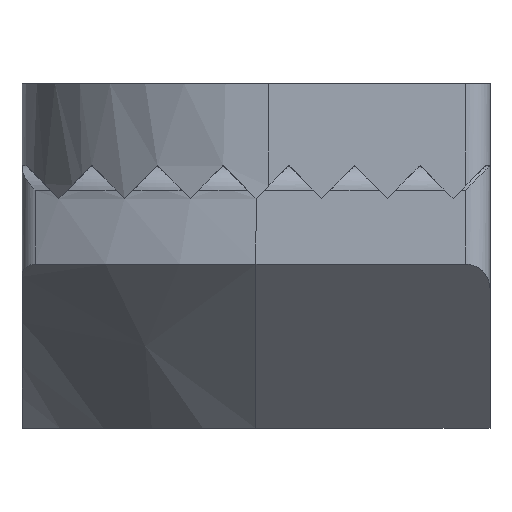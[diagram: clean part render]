
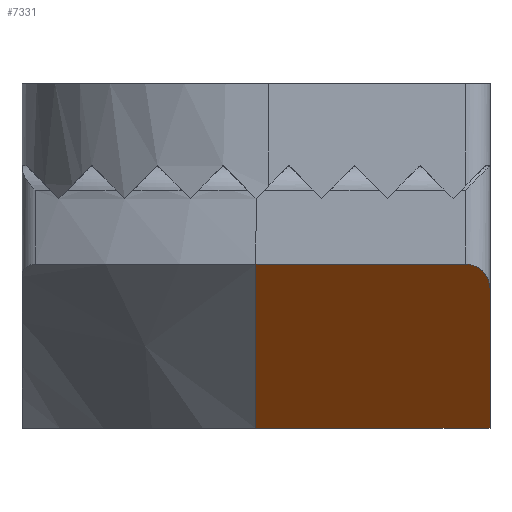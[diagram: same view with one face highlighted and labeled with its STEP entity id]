
A CAD part, left-side view. The second image highlights one B-rep face of the part: STEP entity #7331.
In plain terms, the highlighted planar face has unit normal (-0.707, 0, -0.707).
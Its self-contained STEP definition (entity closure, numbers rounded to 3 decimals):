
#190 = PLANE('',#191);
#191 = AXIS2_PLACEMENT_3D('',#192,#193,#194);
#192 = CARTESIAN_POINT('',(0.,0.,0.));
#193 = DIRECTION('',(0.,0.,1.));
#194 = DIRECTION('',(1.,0.,-0.));
#381 = PLANE('',#382);
#382 = AXIS2_PLACEMENT_3D('',#383,#384,#385);
#383 = CARTESIAN_POINT('',(-5.75,-2.85,3.2));
#384 = DIRECTION('',(-0.,1.,0.));
#385 = DIRECTION('',(1.,0.,0.));
#1357 = PLANE('',#1358);
#1358 = AXIS2_PLACEMENT_3D('',#1359,#1360,#1361);
#1359 = CARTESIAN_POINT('',(-5.75,0.,3.2));
#1360 = DIRECTION('',(1.,0.,-0.));
#1361 = DIRECTION('',(0.,1.,0.));
#5683 = CYLINDRICAL_SURFACE('',#5684,0.3);
#5684 = AXIS2_PLACEMENT_3D('',#5685,#5686,#5687);
#5685 = CARTESIAN_POINT('',(-5.45,-2.55,3.2));
#5686 = DIRECTION('',(0.,0.,1.));
#5687 = DIRECTION('',(-1.,0.,0.));
#6030 = VERTEX_POINT('',#6031);
#6031 = CARTESIAN_POINT('',(-5.75,0.,2.));
#6046 = CONICAL_SURFACE('',#6047,5.75,0.785);
#6047 = AXIS2_PLACEMENT_3D('',#6048,#6049,#6050);
#6048 = CARTESIAN_POINT('',(0.,0.,2.));
#6049 = DIRECTION('',(-0.,-0.,1.));
#6050 = DIRECTION('',(1.,0.,0.));
#6092 = EDGE_CURVE('',#6030,#6093,#6095,.T.);
#6093 = VERTEX_POINT('',#6094);
#6094 = CARTESIAN_POINT('',(-5.75,-2.55,2.));
#6095 = SURFACE_CURVE('',#6096,(#6100,#6107),.PCURVE_S1.);
#6096 = LINE('',#6097,#6098);
#6097 = CARTESIAN_POINT('',(-5.75,0.,2.));
#6098 = VECTOR('',#6099,1.);
#6099 = DIRECTION('',(0.,-1.,0.));
#6100 = PCURVE('',#1357,#6101);
#6101 = DEFINITIONAL_REPRESENTATION('',(#6102),#6106);
#6102 = LINE('',#6103,#6104);
#6103 = CARTESIAN_POINT('',(0.,-1.2));
#6104 = VECTOR('',#6105,1.);
#6105 = DIRECTION('',(-1.,0.));
#6106 = ( GEOMETRIC_REPRESENTATION_CONTEXT(2) 
PARAMETRIC_REPRESENTATION_CONTEXT() REPRESENTATION_CONTEXT('2D SPACE',''
  ) );
#6107 = PCURVE('',#6108,#6113);
#6108 = PLANE('',#6109);
#6109 = AXIS2_PLACEMENT_3D('',#6110,#6111,#6112);
#6110 = CARTESIAN_POINT('',(-5.75,0.,2.));
#6111 = DIRECTION('',(0.707,0.,0.707)
  );
#6112 = DIRECTION('',(0.,-1.,0.));
#6113 = DEFINITIONAL_REPRESENTATION('',(#6114),#6118);
#6114 = LINE('',#6115,#6116);
#6115 = CARTESIAN_POINT('',(0.,0.));
#6116 = VECTOR('',#6117,1.);
#6117 = DIRECTION('',(1.,0.));
#6118 = ( GEOMETRIC_REPRESENTATION_CONTEXT(2) 
PARAMETRIC_REPRESENTATION_CONTEXT() REPRESENTATION_CONTEXT('2D SPACE',''
  ) );
#6302 = VERTEX_POINT('',#6303);
#6303 = CARTESIAN_POINT('',(-5.45,-2.85,1.7));
#6324 = EDGE_CURVE('',#6302,#6325,#6327,.T.);
#6325 = VERTEX_POINT('',#6326);
#6326 = CARTESIAN_POINT('',(-3.75,-2.85,0.));
#6327 = SURFACE_CURVE('',#6328,(#6332,#6339),.PCURVE_S1.);
#6328 = LINE('',#6329,#6330);
#6329 = CARTESIAN_POINT('',(-5.75,-2.85,2.));
#6330 = VECTOR('',#6331,1.);
#6331 = DIRECTION('',(0.707,-0.,-0.707));
#6332 = PCURVE('',#381,#6333);
#6333 = DEFINITIONAL_REPRESENTATION('',(#6334),#6338);
#6334 = LINE('',#6335,#6336);
#6335 = CARTESIAN_POINT('',(0.,1.2));
#6336 = VECTOR('',#6337,1.);
#6337 = DIRECTION('',(0.707,0.707));
#6338 = ( GEOMETRIC_REPRESENTATION_CONTEXT(2) 
PARAMETRIC_REPRESENTATION_CONTEXT() REPRESENTATION_CONTEXT('2D SPACE',''
  ) );
#6339 = PCURVE('',#6108,#6340);
#6340 = DEFINITIONAL_REPRESENTATION('',(#6341),#6345);
#6341 = LINE('',#6342,#6343);
#6342 = CARTESIAN_POINT('',(2.85,0.));
#6343 = VECTOR('',#6344,1.);
#6344 = DIRECTION('',(0.,1.));
#6345 = ( GEOMETRIC_REPRESENTATION_CONTEXT(2) 
PARAMETRIC_REPRESENTATION_CONTEXT() REPRESENTATION_CONTEXT('2D SPACE',''
  ) );
#6802 = EDGE_CURVE('',#6325,#6803,#6805,.T.);
#6803 = VERTEX_POINT('',#6804);
#6804 = CARTESIAN_POINT('',(-3.75,0.,0.));
#6805 = SURFACE_CURVE('',#6806,(#6810,#6817),.PCURVE_S1.);
#6806 = LINE('',#6807,#6808);
#6807 = CARTESIAN_POINT('',(-3.75,0.,0.));
#6808 = VECTOR('',#6809,1.);
#6809 = DIRECTION('',(0.,1.,0.));
#6810 = PCURVE('',#190,#6811);
#6811 = DEFINITIONAL_REPRESENTATION('',(#6812),#6816);
#6812 = LINE('',#6813,#6814);
#6813 = CARTESIAN_POINT('',(-3.75,0.));
#6814 = VECTOR('',#6815,1.);
#6815 = DIRECTION('',(0.,1.));
#6816 = ( GEOMETRIC_REPRESENTATION_CONTEXT(2) 
PARAMETRIC_REPRESENTATION_CONTEXT() REPRESENTATION_CONTEXT('2D SPACE',''
  ) );
#6817 = PCURVE('',#6108,#6818);
#6818 = DEFINITIONAL_REPRESENTATION('',(#6819),#6823);
#6819 = LINE('',#6820,#6821);
#6820 = CARTESIAN_POINT('',(0.,2.828));
#6821 = VECTOR('',#6822,1.);
#6822 = DIRECTION('',(-1.,0.));
#6823 = ( GEOMETRIC_REPRESENTATION_CONTEXT(2) 
PARAMETRIC_REPRESENTATION_CONTEXT() REPRESENTATION_CONTEXT('2D SPACE',''
  ) );
#7311 = EDGE_CURVE('',#6030,#6803,#7312,.T.);
#7312 = SURFACE_CURVE('',#7313,(#7317,#7324),.PCURVE_S1.);
#7313 = LINE('',#7314,#7315);
#7314 = CARTESIAN_POINT('',(-5.75,0.,2.));
#7315 = VECTOR('',#7316,1.);
#7316 = DIRECTION('',(0.707,0.,-0.707)
  );
#7317 = PCURVE('',#6046,#7318);
#7318 = DEFINITIONAL_REPRESENTATION('',(#7319),#7323);
#7319 = LINE('',#7320,#7321);
#7320 = CARTESIAN_POINT('',(3.142,0.));
#7321 = VECTOR('',#7322,1.);
#7322 = DIRECTION('',(0.,-1.));
#7323 = ( GEOMETRIC_REPRESENTATION_CONTEXT(2) 
PARAMETRIC_REPRESENTATION_CONTEXT() REPRESENTATION_CONTEXT('2D SPACE',''
  ) );
#7324 = PCURVE('',#6108,#7325);
#7325 = DEFINITIONAL_REPRESENTATION('',(#7326),#7330);
#7326 = LINE('',#7327,#7328);
#7327 = CARTESIAN_POINT('',(0.,0.));
#7328 = VECTOR('',#7329,1.);
#7329 = DIRECTION('',(0.,1.));
#7330 = ( GEOMETRIC_REPRESENTATION_CONTEXT(2) 
PARAMETRIC_REPRESENTATION_CONTEXT() REPRESENTATION_CONTEXT('2D SPACE',''
  ) );
#7331 = ADVANCED_FACE('',(#7332),#6108,.F.);
#7332 = FACE_BOUND('',#7333,.T.);
#7333 = EDGE_LOOP('',(#7334,#7335,#7380,#7381,#7382));
#7334 = ORIENTED_EDGE('',*,*,#6324,.F.);
#7335 = ORIENTED_EDGE('',*,*,#7336,.T.);
#7336 = EDGE_CURVE('',#6302,#6093,#7337,.T.);
#7337 = SURFACE_CURVE('',#7338,(#7343,#7351),.PCURVE_S1.);
#7338 = ( BOUNDED_CURVE() B_SPLINE_CURVE(3,(#7339,#7340,#7341,#7342),
.UNSPECIFIED.,.F.,.F.) B_SPLINE_CURVE_WITH_KNOTS((4,4),(1.571,
3.142),.PIECEWISE_BEZIER_KNOTS.) CURVE() 
GEOMETRIC_REPRESENTATION_ITEM() RATIONAL_B_SPLINE_CURVE((1.,
0.805,0.805,1.)) REPRESENTATION_ITEM('') );
#7339 = CARTESIAN_POINT('',(-5.45,-2.85,1.7));
#7340 = CARTESIAN_POINT('',(-5.626,-2.85,1.876));
#7341 = CARTESIAN_POINT('',(-5.75,-2.726,2.));
#7342 = CARTESIAN_POINT('',(-5.75,-2.55,2.));
#7343 = PCURVE('',#6108,#7344);
#7344 = DEFINITIONAL_REPRESENTATION('',(#7345),#7350);
#7345 = ( BOUNDED_CURVE() B_SPLINE_CURVE(3,(#7346,#7347,#7348,#7349),
.UNSPECIFIED.,.F.,.F.) B_SPLINE_CURVE_WITH_KNOTS((4,4),(1.571,
3.142),.PIECEWISE_BEZIER_KNOTS.) CURVE() 
GEOMETRIC_REPRESENTATION_ITEM() RATIONAL_B_SPLINE_CURVE((1.,
0.805,0.805,1.)) REPRESENTATION_ITEM('') );
#7346 = CARTESIAN_POINT('',(2.85,0.424));
#7347 = CARTESIAN_POINT('',(2.85,0.176));
#7348 = CARTESIAN_POINT('',(2.726,0.));
#7349 = CARTESIAN_POINT('',(2.55,0.));
#7350 = ( GEOMETRIC_REPRESENTATION_CONTEXT(2) 
PARAMETRIC_REPRESENTATION_CONTEXT() REPRESENTATION_CONTEXT('2D SPACE',''
  ) );
#7351 = PCURVE('',#5683,#7352);
#7352 = DEFINITIONAL_REPRESENTATION('',(#7353),#7379);
#7353 = B_SPLINE_CURVE_WITH_KNOTS('',3,(#7354,#7355,#7356,#7357,#7358,
    #7359,#7360,#7361,#7362,#7363,#7364,#7365,#7366,#7367,#7368,#7369,
    #7370,#7371,#7372,#7373,#7374,#7375,#7376,#7377,#7378),
  .UNSPECIFIED.,.F.,.F.,(4,1,1,1,1,1,1,1,1,1,1,1,1,1,1,1,1,1,1,1,1,1,4),
  (1.571,1.642,1.714,1.785,
    1.856,1.928,1.999,2.071,
    2.142,2.213,2.285,2.356,
    2.428,2.499,2.57,2.642,
    2.713,2.785,2.856,2.927,
    2.999,3.07,3.142),.QUASI_UNIFORM_KNOTS.);
#7354 = CARTESIAN_POINT('',(1.571,-1.5));
#7355 = CARTESIAN_POINT('',(1.549,-1.494));
#7356 = CARTESIAN_POINT('',(1.506,-1.481));
#7357 = CARTESIAN_POINT('',(1.439,-1.461));
#7358 = CARTESIAN_POINT('',(1.371,-1.44));
#7359 = CARTESIAN_POINT('',(1.301,-1.42));
#7360 = CARTESIAN_POINT('',(1.23,-1.4));
#7361 = CARTESIAN_POINT('',(1.158,-1.379));
#7362 = CARTESIAN_POINT('',(1.085,-1.36));
#7363 = CARTESIAN_POINT('',(1.01,-1.34));
#7364 = CARTESIAN_POINT('',(0.936,-1.322));
#7365 = CARTESIAN_POINT('',(0.861,-1.304));
#7366 = CARTESIAN_POINT('',(0.785,-1.288));
#7367 = CARTESIAN_POINT('',(0.71,-1.272));
#7368 = CARTESIAN_POINT('',(0.635,-1.258));
#7369 = CARTESIAN_POINT('',(0.56,-1.246));
#7370 = CARTESIAN_POINT('',(0.486,-1.235));
#7371 = CARTESIAN_POINT('',(0.413,-1.225));
#7372 = CARTESIAN_POINT('',(0.341,-1.217));
#7373 = CARTESIAN_POINT('',(0.27,-1.211));
#7374 = CARTESIAN_POINT('',(0.2,-1.206));
#7375 = CARTESIAN_POINT('',(0.132,-1.202));
#7376 = CARTESIAN_POINT('',(0.065,-1.2));
#7377 = CARTESIAN_POINT('',(0.021,-1.2));
#7378 = CARTESIAN_POINT('',(0.,-1.2));
#7379 = ( GEOMETRIC_REPRESENTATION_CONTEXT(2) 
PARAMETRIC_REPRESENTATION_CONTEXT() REPRESENTATION_CONTEXT('2D SPACE',''
  ) );
#7380 = ORIENTED_EDGE('',*,*,#6092,.F.);
#7381 = ORIENTED_EDGE('',*,*,#7311,.T.);
#7382 = ORIENTED_EDGE('',*,*,#6802,.F.);
